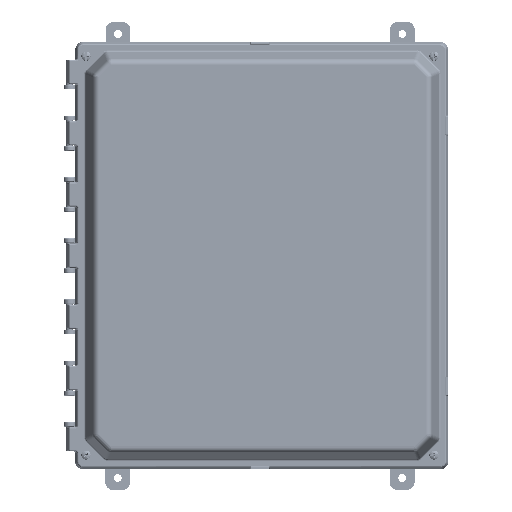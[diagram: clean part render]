
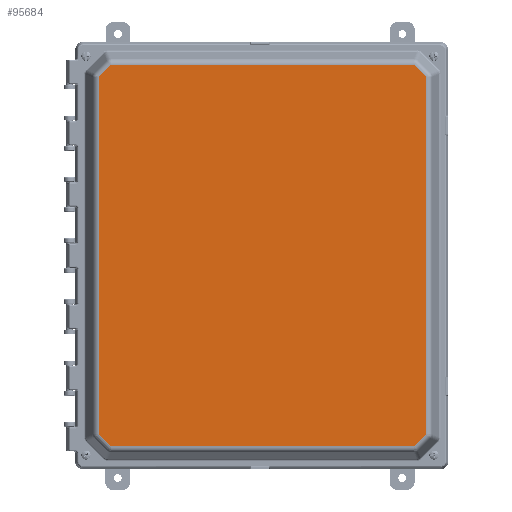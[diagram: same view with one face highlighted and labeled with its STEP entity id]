
A CAD part, top view. The second image highlights one B-rep face of the part: STEP entity #95684.
In plain terms, the highlighted planar face has unit normal (0, 0, 1).
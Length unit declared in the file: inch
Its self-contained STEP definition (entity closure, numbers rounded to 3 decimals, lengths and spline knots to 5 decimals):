
#892 = VERTEX_POINT ( 'NONE', #40983 ) ;
#1252 = LINE ( 'NONE', #12293, #77323 ) ;
#7189 = VECTOR ( 'NONE', #49855, 39.37008 ) ;
#8646 = DIRECTION ( 'NONE',  ( 1., 0., 0. ) ) ;
#10438 = VECTOR ( 'NONE', #18595, 39.37008 ) ;
#12293 = CARTESIAN_POINT ( 'NONE',  ( -6.50898, -7.27174, 1.375 ) ) ;
#15293 = LINE ( 'NONE', #63695, #115590 ) ;
#17628 = CARTESIAN_POINT ( 'NONE',  ( 6.14846, 7.74775, 1.375 ) ) ;
#18595 = DIRECTION ( 'NONE',  ( 1., 0., 0. ) ) ;
#19006 = ORIENTED_EDGE ( 'NONE', *, *, #29221, .T. ) ;
#21559 = EDGE_CURVE ( 'NONE', #892, #30711, #71513, .T. ) ;
#22624 = LINE ( 'NONE', #17628, #119875 ) ;
#23840 = ORIENTED_EDGE ( 'NONE', *, *, #101720, .T. ) ;
#28777 = EDGE_CURVE ( 'NONE', #92734, #892, #22624, .T. ) ;
#29221 = EDGE_CURVE ( 'NONE', #29842, #60767, #1252, .T. ) ;
#29842 = VERTEX_POINT ( 'NONE', #67337 ) ;
#30711 = VERTEX_POINT ( 'NONE', #100867 ) ;
#31147 = DIRECTION ( 'NONE',  ( -0.707, -0.707, 0. ) ) ;
#32933 = CARTESIAN_POINT ( 'NONE',  ( 6.19973, -7.69648, 1.375 ) ) ;
#33992 = VERTEX_POINT ( 'NONE', #95729 ) ;
#35272 = EDGE_CURVE ( 'NONE', #60767, #88051, #89495, .T. ) ;
#37771 = CARTESIAN_POINT ( 'NONE',  ( -6.50898, -7.19923, 1.375 ) ) ;
#39039 = LINE ( 'NONE', #40025, #45108 ) ;
#40025 = CARTESIAN_POINT ( 'NONE',  ( -6.56025, 7.14796, 1.375 ) ) ;
#40983 = CARTESIAN_POINT ( 'NONE',  ( 6.19973, 7.69648, 1.375 ) ) ;
#45108 = VECTOR ( 'NONE', #31147, 39.37008 ) ;
#47375 = ORIENTED_EDGE ( 'NONE', *, *, #79255, .T. ) ;
#48745 = VECTOR ( 'NONE', #53785, 39.37008 ) ;
#49087 = ORIENTED_EDGE ( 'NONE', *, *, #21559, .T. ) ;
#49855 = DIRECTION ( 'NONE',  ( 0.707, 0.707, 0. ) ) ;
#53785 = DIRECTION ( 'NONE',  ( -1., 0., 0. ) ) ;
#57103 = CARTESIAN_POINT ( 'NONE',  ( 0., 0., 1.375 ) ) ;
#59907 = VERTEX_POINT ( 'NONE', #32933 ) ;
#60767 = VERTEX_POINT ( 'NONE', #37771 ) ;
#60937 = ORIENTED_EDGE ( 'NONE', *, *, #105295, .T. ) ;
#62406 = ORIENTED_EDGE ( 'NONE', *, *, #35272, .T. ) ;
#63695 = CARTESIAN_POINT ( 'NONE',  ( 6.69698, 7.27174, 1.375 ) ) ;
#67337 = CARTESIAN_POINT ( 'NONE',  ( -6.50898, 7.19923, 1.375 ) ) ;
#68030 = LINE ( 'NONE', #107990, #7189 ) ;
#71315 = DIRECTION ( 'NONE',  ( 0., -1., 0. ) ) ;
#71513 = LINE ( 'NONE', #112387, #48745 ) ;
#73439 = DIRECTION ( 'NONE',  ( 0., 1., 0. ) ) ;
#76024 = ORIENTED_EDGE ( 'NONE', *, *, #28777, .T. ) ;
#76816 = CARTESIAN_POINT ( 'NONE',  ( 6.27224, -7.69648, 1.375 ) ) ;
#77323 = VECTOR ( 'NONE', #71315, 39.37008 ) ;
#79255 = EDGE_CURVE ( 'NONE', #88051, #59907, #122926, .T. ) ;
#84686 = EDGE_LOOP ( 'NONE', ( #124698, #23840, #76024, #49087, #60937, #19006, #62406, #47375 ) ) ;
#85125 = DIRECTION ( 'NONE',  ( 0., 0., 1. ) ) ;
#85957 = PLANE ( 'NONE',  #125506 ) ;
#88051 = VERTEX_POINT ( 'NONE', #89081 ) ;
#89081 = CARTESIAN_POINT ( 'NONE',  ( -6.01173, -7.69648, 1.375 ) ) ;
#89495 = LINE ( 'NONE', #124520, #100205 ) ;
#92734 = VERTEX_POINT ( 'NONE', #113688 ) ;
#95308 = DIRECTION ( 'NONE',  ( -0.707, 0.707, 0. ) ) ;
#95684 = ADVANCED_FACE ( 'NONE', ( #97644 ), #85957, .T. ) ;
#95729 = CARTESIAN_POINT ( 'NONE',  ( 6.69698, -7.19923, 1.375 ) ) ;
#97644 = FACE_OUTER_BOUND ( 'NONE', #84686, .T. ) ;
#100205 = VECTOR ( 'NONE', #123678, 39.37008 ) ;
#100867 = CARTESIAN_POINT ( 'NONE',  ( -6.01173, 7.69648, 1.375 ) ) ;
#101720 = EDGE_CURVE ( 'NONE', #33992, #92734, #15293, .T. ) ;
#105295 = EDGE_CURVE ( 'NONE', #30711, #29842, #39039, .T. ) ;
#107990 = CARTESIAN_POINT ( 'NONE',  ( 6.74825, -7.14796, 1.375 ) ) ;
#112387 = CARTESIAN_POINT ( 'NONE',  ( -6.08424, 7.69648, 1.375 ) ) ;
#113118 = EDGE_CURVE ( 'NONE', #59907, #33992, #68030, .T. ) ;
#113688 = CARTESIAN_POINT ( 'NONE',  ( 6.69698, 7.19923, 1.375 ) ) ;
#115590 = VECTOR ( 'NONE', #73439, 39.37008 ) ;
#119875 = VECTOR ( 'NONE', #95308, 39.37008 ) ;
#122926 = LINE ( 'NONE', #76816, #10438 ) ;
#123678 = DIRECTION ( 'NONE',  ( 0.707, -0.707, 0. ) ) ;
#124520 = CARTESIAN_POINT ( 'NONE',  ( -5.96046, -7.74775, 1.375 ) ) ;
#124698 = ORIENTED_EDGE ( 'NONE', *, *, #113118, .T. ) ;
#125506 = AXIS2_PLACEMENT_3D ( 'NONE', #57103, #85125, #8646 ) ;
